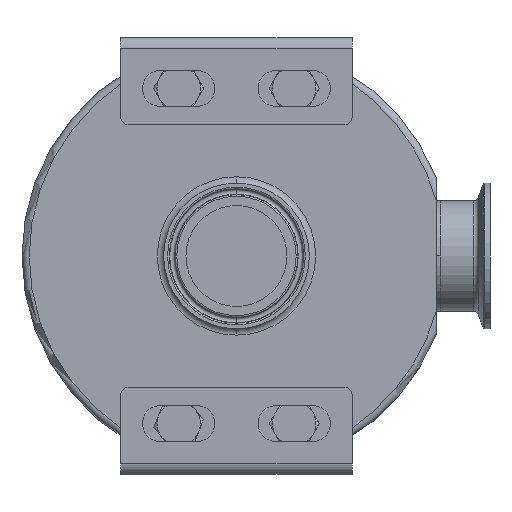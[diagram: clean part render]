
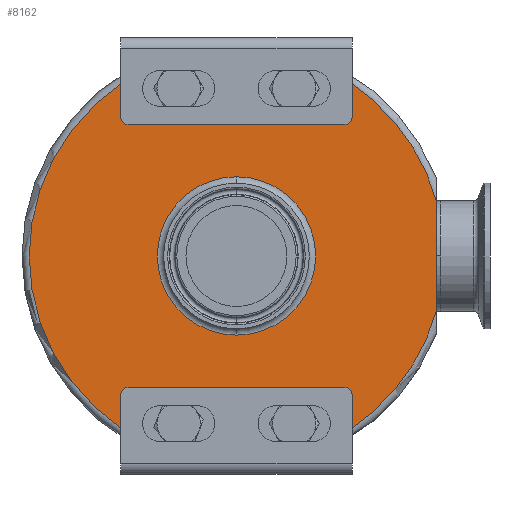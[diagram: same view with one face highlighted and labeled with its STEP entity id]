
A CAD part, front view. The second image highlights one B-rep face of the part: STEP entity #8162.
In plain terms, the highlighted planar face has unit normal (0, -1, 0).
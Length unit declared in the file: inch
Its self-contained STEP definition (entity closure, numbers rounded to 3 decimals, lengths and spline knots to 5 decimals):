
#54 = AXIS2_PLACEMENT_3D ( 'NONE', #12686, #6011, #13743 ) ;
#59 = VERTEX_POINT ( 'NONE', #6207 ) ;
#329 = LINE ( 'NONE', #998, #4404 ) ;
#485 = EDGE_CURVE ( 'NONE', #11285, #4685, #8032, .T. ) ;
#510 = CARTESIAN_POINT ( 'NONE',  ( 0., -1.44, 0. ) ) ;
#600 = DIRECTION ( 'NONE',  ( 0., 0., -1. ) ) ;
#611 = VERTEX_POINT ( 'NONE', #4308 ) ;
#662 = AXIS2_PLACEMENT_3D ( 'NONE', #1148, #3452, #9906 ) ;
#708 = EDGE_CURVE ( 'NONE', #2567, #10814, #8773, .T. ) ;
#752 = LINE ( 'NONE', #5337, #13200 ) ;
#998 = CARTESIAN_POINT ( 'NONE',  ( 3.454, -1.44, 0. ) ) ;
#1017 = ORIENTED_EDGE ( 'NONE', *, *, #4937, .T. ) ;
#1026 = ORIENTED_EDGE ( 'NONE', *, *, #13261, .T. ) ;
#1046 = DIRECTION ( 'NONE',  ( 0., 0., -1. ) ) ;
#1148 = CARTESIAN_POINT ( 'NONE',  ( 0., -1.44, 0. ) ) ;
#1381 = AXIS2_PLACEMENT_3D ( 'NONE', #3662, #6891, #10273 ) ;
#1559 = EDGE_LOOP ( 'NONE', ( #1026, #7049, #11817, #7902, #12616, #3195, #13847, #5527, #5785, #2140, #1017, #2981, #1916, #2196 ) ) ;
#1781 = DIRECTION ( 'NONE',  ( 0., 0., -1. ) ) ;
#1916 = ORIENTED_EDGE ( 'NONE', *, *, #2182, .T. ) ;
#2137 = DIRECTION ( 'NONE',  ( 0., 0., 1. ) ) ;
#2140 = ORIENTED_EDGE ( 'NONE', *, *, #485, .T. ) ;
#2182 = EDGE_CURVE ( 'NONE', #59, #5502, #6617, .T. ) ;
#2196 = ORIENTED_EDGE ( 'NONE', *, *, #8300, .F. ) ;
#2341 = FACE_BOUND ( 'NONE', #8901, .T. ) ;
#2382 = VERTEX_POINT ( 'NONE', #13898 ) ;
#2423 = EDGE_CURVE ( 'NONE', #7753, #13363, #329, .T. ) ;
#2508 = VECTOR ( 'NONE', #13774, 39.37008 ) ;
#2558 = EDGE_CURVE ( 'NONE', #11751, #2382, #8143, .T. ) ;
#2567 = VERTEX_POINT ( 'NONE', #7701 ) ;
#2653 = AXIS2_PLACEMENT_3D ( 'NONE', #4477, #9943, #1046 ) ;
#2981 = ORIENTED_EDGE ( 'NONE', *, *, #5088, .F. ) ;
#3195 = ORIENTED_EDGE ( 'NONE', *, *, #13530, .F. ) ;
#3201 = EDGE_CURVE ( 'NONE', #10666, #611, #11320, .T. ) ;
#3257 = CIRCLE ( 'NONE', #12376, 3.585 ) ;
#3452 = DIRECTION ( 'NONE',  ( 0., -1., 0. ) ) ;
#3662 = CARTESIAN_POINT ( 'NONE',  ( 0., -1.44, 0. ) ) ;
#3736 = CARTESIAN_POINT ( 'NONE',  ( -2., -1.44, 2.97527 ) ) ;
#3835 = CARTESIAN_POINT ( 'NONE',  ( -1.875, -1.44, 2.39873 ) ) ;
#4135 = CARTESIAN_POINT ( 'NONE',  ( 0., -1.44, 1.37 ) ) ;
#4308 = CARTESIAN_POINT ( 'NONE',  ( -1.875, -1.44, -2.27471 ) ) ;
#4404 = VECTOR ( 'NONE', #6416, 39.37008 ) ;
#4449 = CARTESIAN_POINT ( 'NONE',  ( 2., -1.44, -3.58721 ) ) ;
#4477 = CARTESIAN_POINT ( 'NONE',  ( 1.875, -1.44, -2.39971 ) ) ;
#4657 = LINE ( 'NONE', #11903, #7185 ) ;
#4685 = VERTEX_POINT ( 'NONE', #6545 ) ;
#4765 = CIRCLE ( 'NONE', #1381, 3.585 ) ;
#4844 = CARTESIAN_POINT ( 'NONE',  ( 2., -1.44, -2.97527 ) ) ;
#4937 = EDGE_CURVE ( 'NONE', #4685, #11936, #10115, .T. ) ;
#5088 = EDGE_CURVE ( 'NONE', #59, #11936, #752, .T. ) ;
#5108 = CARTESIAN_POINT ( 'NONE',  ( 1.875, -1.44, -2.27471 ) ) ;
#5144 = VECTOR ( 'NONE', #12584, 39.37008 ) ;
#5233 = DIRECTION ( 'NONE',  ( 0., -1., 0. ) ) ;
#5243 = FACE_OUTER_BOUND ( 'NONE', #1559, .T. ) ;
#5258 = DIRECTION ( 'NONE',  ( 1., 0., 0. ) ) ;
#5337 = CARTESIAN_POINT ( 'NONE',  ( -2., -1.44, 2.27373 ) ) ;
#5376 = DIRECTION ( 'NONE',  ( 0., 1., 0. ) ) ;
#5502 = VERTEX_POINT ( 'NONE', #6475 ) ;
#5527 = ORIENTED_EDGE ( 'NONE', *, *, #2423, .T. ) ;
#5589 = AXIS2_PLACEMENT_3D ( 'NONE', #11718, #5376, #6471 ) ;
#5785 = ORIENTED_EDGE ( 'NONE', *, *, #6026, .T. ) ;
#5993 = DIRECTION ( 'NONE',  ( 0., 0., 1. ) ) ;
#6011 = DIRECTION ( 'NONE',  ( 0., 1., 0. ) ) ;
#6026 = EDGE_CURVE ( 'NONE', #13363, #11285, #3257, .T. ) ;
#6207 = CARTESIAN_POINT ( 'NONE',  ( -1.875, -1.44, 2.27373 ) ) ;
#6263 = AXIS2_PLACEMENT_3D ( 'NONE', #10739, #8682, #6327 ) ;
#6327 = DIRECTION ( 'NONE',  ( 0., 0., 1. ) ) ;
#6416 = DIRECTION ( 'NONE',  ( 0., 0., 1. ) ) ;
#6471 = DIRECTION ( 'NONE',  ( 0., 0., -1. ) ) ;
#6475 = CARTESIAN_POINT ( 'NONE',  ( -2., -1.44, 2.39873 ) ) ;
#6545 = CARTESIAN_POINT ( 'NONE',  ( 2., -1.44, 2.39873 ) ) ;
#6617 = CIRCLE ( 'NONE', #9747, 0.125 ) ;
#6820 = CARTESIAN_POINT ( 'NONE',  ( -2., -1.44, -2.97527 ) ) ;
#6891 = DIRECTION ( 'NONE',  ( 0., -1., 0. ) ) ;
#7049 = ORIENTED_EDGE ( 'NONE', *, *, #8853, .T. ) ;
#7168 = ORIENTED_EDGE ( 'NONE', *, *, #9917, .F. ) ;
#7185 = VECTOR ( 'NONE', #11814, 39.37008 ) ;
#7268 = LINE ( 'NONE', #12820, #2508 ) ;
#7375 = ORIENTED_EDGE ( 'NONE', *, *, #708, .F. ) ;
#7444 = DIRECTION ( 'NONE',  ( 0., 0., -1. ) ) ;
#7701 = CARTESIAN_POINT ( 'NONE',  ( 0., -1.44, -1.37 ) ) ;
#7753 = VERTEX_POINT ( 'NONE', #8352 ) ;
#7902 = ORIENTED_EDGE ( 'NONE', *, *, #11668, .F. ) ;
#8032 = LINE ( 'NONE', #9332, #5144 ) ;
#8143 = CIRCLE ( 'NONE', #2653, 0.125 ) ;
#8162 = ADVANCED_FACE ( 'NONE', ( #2341, #5243 ), #8644, .F. ) ;
#8287 = LINE ( 'NONE', #14026, #14126 ) ;
#8300 = EDGE_CURVE ( 'NONE', #13712, #5502, #8287, .T. ) ;
#8331 = CARTESIAN_POINT ( 'NONE',  ( 3.454, -1.44, 0.96027 ) ) ;
#8352 = CARTESIAN_POINT ( 'NONE',  ( 3.454, -1.44, -0.96027 ) ) ;
#8473 = AXIS2_PLACEMENT_3D ( 'NONE', #9634, #10715, #12845 ) ;
#8644 = PLANE ( 'NONE',  #6263 ) ;
#8682 = DIRECTION ( 'NONE',  ( 0., 1., 0. ) ) ;
#8773 = CIRCLE ( 'NONE', #662, 1.37 ) ;
#8853 = EDGE_CURVE ( 'NONE', #12792, #10666, #4657, .T. ) ;
#8901 = EDGE_LOOP ( 'NONE', ( #7375, #7168 ) ) ;
#9084 = DIRECTION ( 'NONE',  ( 0., 1., 0. ) ) ;
#9099 = VERTEX_POINT ( 'NONE', #4844 ) ;
#9332 = CARTESIAN_POINT ( 'NONE',  ( 2., -1.44, 3.58623 ) ) ;
#9401 = CARTESIAN_POINT ( 'NONE',  ( 0., -1.44, 0. ) ) ;
#9634 = CARTESIAN_POINT ( 'NONE',  ( 0., -1.44, 0. ) ) ;
#9747 = AXIS2_PLACEMENT_3D ( 'NONE', #3835, #9084, #5993 ) ;
#9784 = LINE ( 'NONE', #4449, #13939 ) ;
#9906 = DIRECTION ( 'NONE',  ( 0., 0., -1. ) ) ;
#9917 = EDGE_CURVE ( 'NONE', #10814, #2567, #10671, .T. ) ;
#9943 = DIRECTION ( 'NONE',  ( 0., 1., 0. ) ) ;
#10115 = CIRCLE ( 'NONE', #54, 0.125 ) ;
#10273 = DIRECTION ( 'NONE',  ( 0., 0., -1. ) ) ;
#10480 = CIRCLE ( 'NONE', #11427, 3.585 ) ;
#10666 = VERTEX_POINT ( 'NONE', #12324 ) ;
#10671 = CIRCLE ( 'NONE', #8473, 1.37 ) ;
#10672 = EDGE_CURVE ( 'NONE', #9099, #7753, #4765, .T. ) ;
#10715 = DIRECTION ( 'NONE',  ( 0., -1., 0. ) ) ;
#10739 = CARTESIAN_POINT ( 'NONE',  ( -3.585, -1.44, 0. ) ) ;
#10814 = VERTEX_POINT ( 'NONE', #4135 ) ;
#11122 = CARTESIAN_POINT ( 'NONE',  ( 1.875, -1.44, 2.27373 ) ) ;
#11285 = VERTEX_POINT ( 'NONE', #11897 ) ;
#11320 = CIRCLE ( 'NONE', #5589, 0.125 ) ;
#11427 = AXIS2_PLACEMENT_3D ( 'NONE', #510, #13539, #600 ) ;
#11668 = EDGE_CURVE ( 'NONE', #11751, #611, #7268, .T. ) ;
#11718 = CARTESIAN_POINT ( 'NONE',  ( -1.875, -1.44, -2.39971 ) ) ;
#11751 = VERTEX_POINT ( 'NONE', #5108 ) ;
#11814 = DIRECTION ( 'NONE',  ( 0., 0., 1. ) ) ;
#11817 = ORIENTED_EDGE ( 'NONE', *, *, #3201, .T. ) ;
#11897 = CARTESIAN_POINT ( 'NONE',  ( 2., -1.44, 2.97527 ) ) ;
#11903 = CARTESIAN_POINT ( 'NONE',  ( -2., -1.44, -3.58721 ) ) ;
#11936 = VERTEX_POINT ( 'NONE', #11122 ) ;
#12324 = CARTESIAN_POINT ( 'NONE',  ( -2., -1.44, -2.39971 ) ) ;
#12376 = AXIS2_PLACEMENT_3D ( 'NONE', #9401, #5233, #1781 ) ;
#12584 = DIRECTION ( 'NONE',  ( 0., 0., -1. ) ) ;
#12616 = ORIENTED_EDGE ( 'NONE', *, *, #2558, .T. ) ;
#12686 = CARTESIAN_POINT ( 'NONE',  ( 1.875, -1.44, 2.39873 ) ) ;
#12792 = VERTEX_POINT ( 'NONE', #6820 ) ;
#12820 = CARTESIAN_POINT ( 'NONE',  ( 2., -1.44, -2.27471 ) ) ;
#12845 = DIRECTION ( 'NONE',  ( 0., 0., -1. ) ) ;
#13200 = VECTOR ( 'NONE', #5258, 39.37008 ) ;
#13261 = EDGE_CURVE ( 'NONE', #13712, #12792, #10480, .T. ) ;
#13363 = VERTEX_POINT ( 'NONE', #8331 ) ;
#13530 = EDGE_CURVE ( 'NONE', #9099, #2382, #9784, .T. ) ;
#13539 = DIRECTION ( 'NONE',  ( 0., -1., 0. ) ) ;
#13712 = VERTEX_POINT ( 'NONE', #3736 ) ;
#13743 = DIRECTION ( 'NONE',  ( 0., 0., 1. ) ) ;
#13774 = DIRECTION ( 'NONE',  ( -1., 0., 0. ) ) ;
#13847 = ORIENTED_EDGE ( 'NONE', *, *, #10672, .T. ) ;
#13898 = CARTESIAN_POINT ( 'NONE',  ( 2., -1.44, -2.39971 ) ) ;
#13939 = VECTOR ( 'NONE', #2137, 39.37008 ) ;
#14026 = CARTESIAN_POINT ( 'NONE',  ( -2., -1.44, 3.58623 ) ) ;
#14126 = VECTOR ( 'NONE', #7444, 39.37008 ) ;
